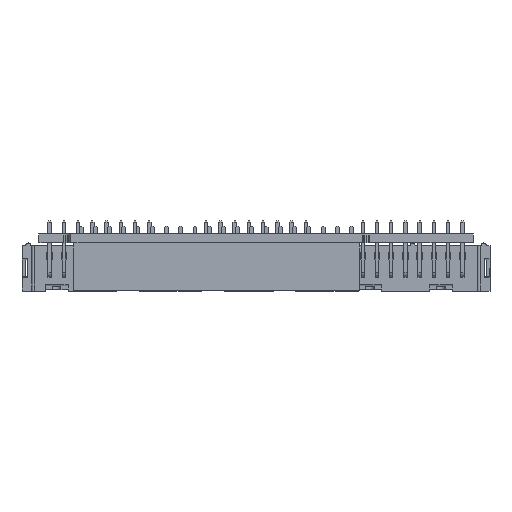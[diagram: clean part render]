
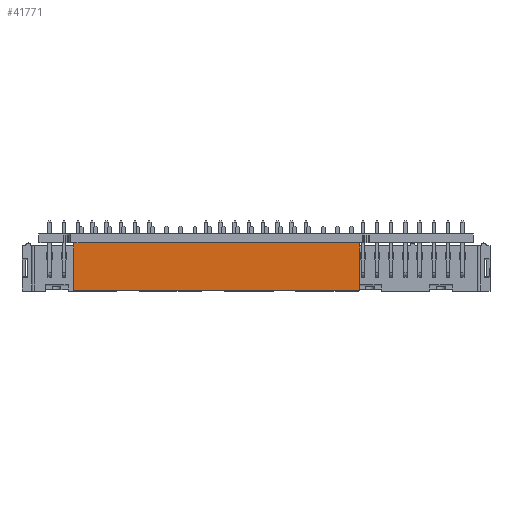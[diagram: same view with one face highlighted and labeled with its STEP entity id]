
A CAD part, left-side view. The second image highlights one B-rep face of the part: STEP entity #41771.
In plain terms, the highlighted face is planar.
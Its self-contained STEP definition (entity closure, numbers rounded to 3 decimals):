
#3998 = VERTEX_POINT ( 'NONE', #10685 ) ;
#5706 = EDGE_CURVE ( 'NONE', #3998, #50337, #20673, .T. ) ;
#6385 = LINE ( 'NONE', #35805, #17587 ) ;
#6751 = DIRECTION ( 'NONE',  ( 1., 0., 0. ) ) ;
#7539 = FACE_OUTER_BOUND ( 'NONE', #8442, .T. ) ;
#8165 = VECTOR ( 'NONE', #52058, 1000. ) ;
#8442 = EDGE_LOOP ( 'NONE', ( #28389, #28984, #41359, #9499 ) ) ;
#9499 = ORIENTED_EDGE ( 'NONE', *, *, #5706, .T. ) ;
#10685 = CARTESIAN_POINT ( 'NONE',  ( -25.5, 8.45, 2.5 ) ) ;
#11238 = CARTESIAN_POINT ( 'NONE',  ( -25.5, 0., 2.5 ) ) ;
#12067 = EDGE_CURVE ( 'NONE', #3998, #28633, #6385, .T. ) ;
#14950 = DIRECTION ( 'NONE',  ( 1., 0., 0. ) ) ;
#15395 = CARTESIAN_POINT ( 'NONE',  ( -25.5, 0., 2.5 ) ) ;
#16564 = LINE ( 'NONE', #31777, #25064 ) ;
#17587 = VECTOR ( 'NONE', #14950, 1000. ) ;
#20673 = LINE ( 'NONE', #26967, #8165 ) ;
#22273 = DIRECTION ( 'NONE',  ( 0., 0., -1. ) ) ;
#25064 = VECTOR ( 'NONE', #52891, 1000. ) ;
#25190 = EDGE_CURVE ( 'NONE', #50337, #49083, #37877, .T. ) ;
#26967 = CARTESIAN_POINT ( 'NONE',  ( -25.5, 8.45, 2.5 ) ) ;
#28389 = ORIENTED_EDGE ( 'NONE', *, *, #25190, .T. ) ;
#28633 = VERTEX_POINT ( 'NONE', #29795 ) ;
#28984 = ORIENTED_EDGE ( 'NONE', *, *, #39195, .F. ) ;
#29761 = AXIS2_PLACEMENT_3D ( 'NONE', #43140, #22273, #51573 ) ;
#29795 = CARTESIAN_POINT ( 'NONE',  ( 25.5, 8.45, 2.5 ) ) ;
#31777 = CARTESIAN_POINT ( 'NONE',  ( 25.5, 8.45, 2.5 ) ) ;
#34698 = PLANE ( 'NONE',  #29761 ) ;
#35805 = CARTESIAN_POINT ( 'NONE',  ( -25.5, 8.45, 2.5 ) ) ;
#37877 = LINE ( 'NONE', #15395, #49010 ) ;
#39195 = EDGE_CURVE ( 'NONE', #28633, #49083, #16564, .T. ) ;
#41359 = ORIENTED_EDGE ( 'NONE', *, *, #12067, .F. ) ;
#41771 = ADVANCED_FACE ( 'NONE', ( #7539 ), #34698, .F. ) ;
#43140 = CARTESIAN_POINT ( 'NONE',  ( -25.5, 8.45, 2.5 ) ) ;
#49010 = VECTOR ( 'NONE', #6751, 1000. ) ;
#49083 = VERTEX_POINT ( 'NONE', #51703 ) ;
#50337 = VERTEX_POINT ( 'NONE', #11238 ) ;
#51573 = DIRECTION ( 'NONE',  ( -1., 0., 0. ) ) ;
#51703 = CARTESIAN_POINT ( 'NONE',  ( 25.5, 0., 2.5 ) ) ;
#52058 = DIRECTION ( 'NONE',  ( 0., -1., 0. ) ) ;
#52891 = DIRECTION ( 'NONE',  ( 0., -1., 0. ) ) ;
